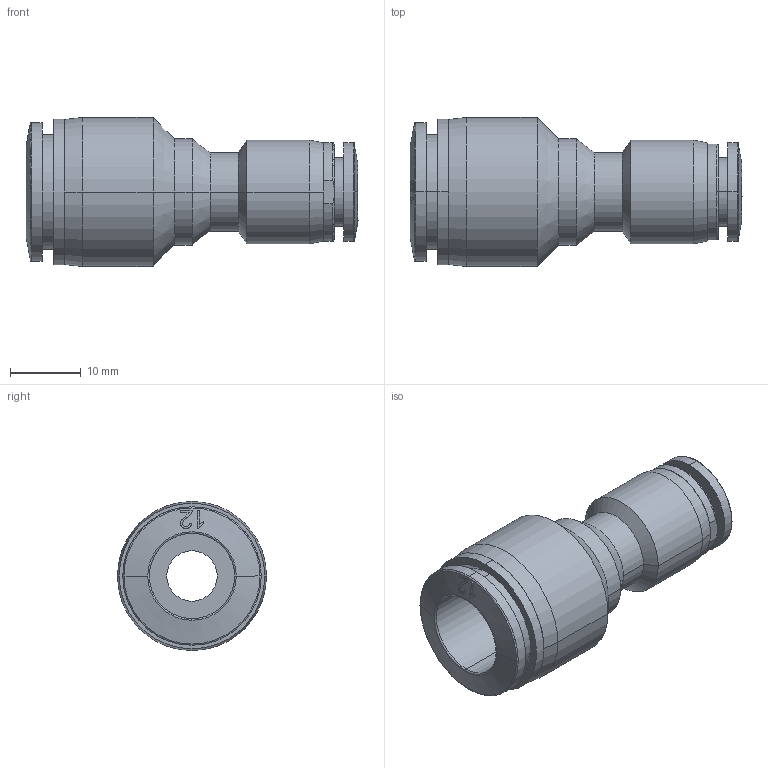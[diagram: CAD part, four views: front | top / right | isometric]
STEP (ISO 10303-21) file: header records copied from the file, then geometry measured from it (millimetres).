
FILE_DESCRIPTION((''),'2;1');
FILE_NAME('PG12-08_ASM','2023-10-23T22:32:06',('wang'),(''),'CREO PARAMETRIC BY PTC INC, 2023073','CREO PARAMETRIC BY PTC INC, 2023073','');
FILE_SCHEMA(('CONFIG_CONTROL_DESIGN','SHAPE_APPEARANCE_LAYERS_GROUPS'));
Length unit declared in the file: millimetre
Products named in the file (9): PG12-08; 8_1_1_; 8_1_2_; JXT08_2_; T800_ASM; 12_1_1_; WTUC_1200_1_1_; T1200_ASM; PG12-08_ASM
Assembly tree (8 placements, depth 3):
  PG12-08_ASM
    PG12-08
    T800_ASM
      8_1_1_
      8_1_2_
      JXT08_2_
    T1200_ASM
      12_1_1_
      WTUC_1200_1_1_
Bounding box: 46.76 x 21 x 21 mm (x, y, z)
Volume: 4888.1 mm3; surface area: 6829.1 mm2
Topology: 6 solids, 6 shells, 201 faces, 485 edges, 308 vertices
Faces by surface type: cylinder 64, extrusion 46, cone 44, plane 33, torus 14
Entity records: 7209 total; most frequent: CARTESIAN_POINT 2156, DIRECTION 973, ORIENTED_EDGE 970, EDGE_CURVE 485, AXIS2_PLACEMENT_3D 381, VERTEX_POINT 308, EDGE_LOOP 227, VECTOR 211
